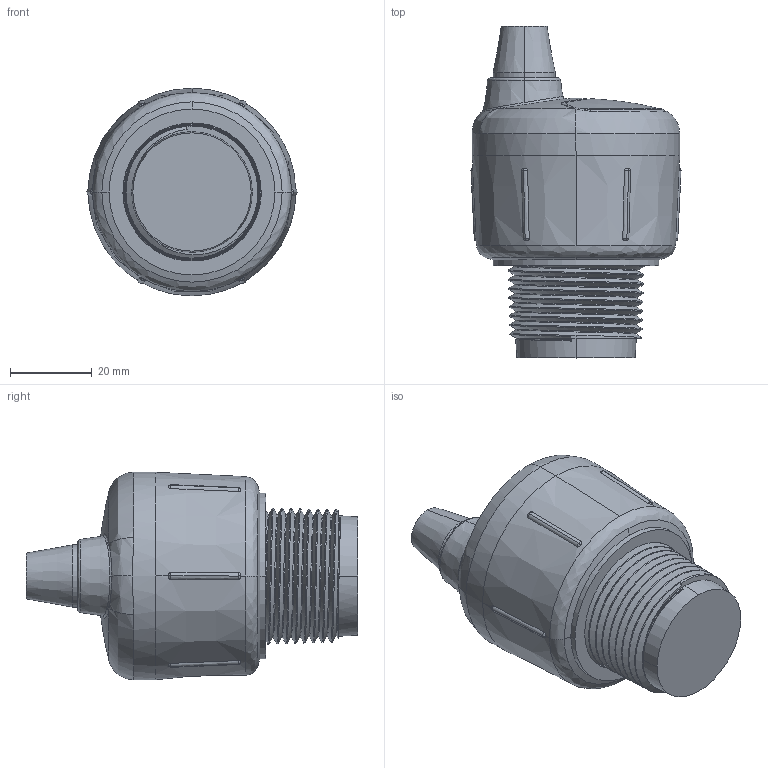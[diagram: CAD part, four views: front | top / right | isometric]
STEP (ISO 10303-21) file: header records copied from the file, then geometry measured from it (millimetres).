
FILE_DESCRIPTION (( 'STEP AP214' ), '1' );
FILE_NAME ('ENVIROMUX-ULT.STEP', '2017-08-03T12:30:24', ( 'test' ), ( '' ), 'SwSTEP 2.0', 'SolidWorks 2011', '' );
FILE_SCHEMA (( 'AUTOMOTIVE_DESIGN' ));
Length unit declared in the file: millimetre
Products named in the file (5): top white; grommet; bottom; logo plate; ENVIROMUX-ULT
Assembly tree (4 placements, depth 2):
  ENVIROMUX-ULT
    grommet
    logo plate
    bottom
    top white
Bounding box: 51.45 x 81.28 x 50.8 mm (x, y, z)
Volume: 75828.6 mm3; surface area: 21240.2 mm2
Topology: 4 solids, 4 shells, 192 faces, 474 edges, 298 vertices
Faces by surface type: bspline 102, cone 40, cylinder 28, plane 22
Entity records: 20161 total; most frequent: CARTESIAN_POINT 14089, ORIENTED_EDGE 948, DIRECTION 552, EDGE_CURVE 474, VERTEX_POINT 298, B_SPLINE_CURVE_WITH_KNOTS 241, AXIS2_PLACEMENT_3D 226, EDGE_LOOP 206
